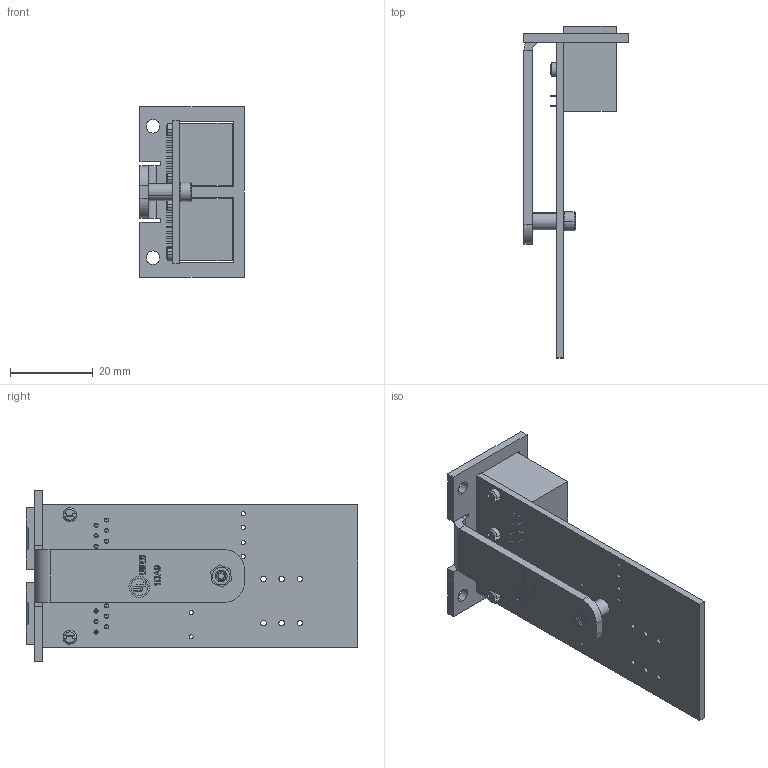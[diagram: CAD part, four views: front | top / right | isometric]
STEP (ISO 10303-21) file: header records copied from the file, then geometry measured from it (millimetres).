
FILE_DESCRIPTION (( 'STEP AP214' ), '1' );
FILE_NAME ('1000-1268-NF-E.STEP', '2019-01-17T17:06:34', ( '' ), ( '' ), 'SwSTEP 2.0', 'SolidWorks 2018', '' );
FILE_SCHEMA (( 'AUTOMOTIVE_DESIGN' ));
Length unit declared in the file: inch
Products named in the file (15): 2004-172-5; 1000-1268-NF-E; 2200-499; PEM SO-440-10 ZI--S; 2102-311; 2004-172^2004-172-5; 2500-286; 2250-916-NF; PEM SO-440-10 ZI--S_PEM SO-440-10 ZI--S
Assembly tree (9 placements, depth 3):
  1000-1268-NF-E
    2004-172-5
      2004-172^2004-172-5
      PEM SO-440-10 ZI--S_PEM SO-440-10 ZI--S
    2250-916-NF
      2200-499
      2500-286  x2
    2102-311
  PEM SO-440-10 ZI--S
  2004-172^2004-172-5
  2200-499
  1000-1268-NF-E
    2102-311
Bounding box: 25.15 x 80.14 x 41.27 mm (x, y, z)
Volume: 12113.3 mm3; surface area: 13588.3 mm2
Topology: 6 solids, 6 shells, 1774 faces, 4583 edges, 3009 vertices
Faces by surface type: plane 1082, bspline 436, cylinder 181, cone 75
Entity records: 88676 total; most frequent: CARTESIAN_POINT 33461, ORIENTED_EDGE 8658, DIRECTION 6176, EDGE_CURVE 4329, VECTOR 3048, LINE 3048, VERTEX_POINT 2845, EDGE_LOOP 1930
